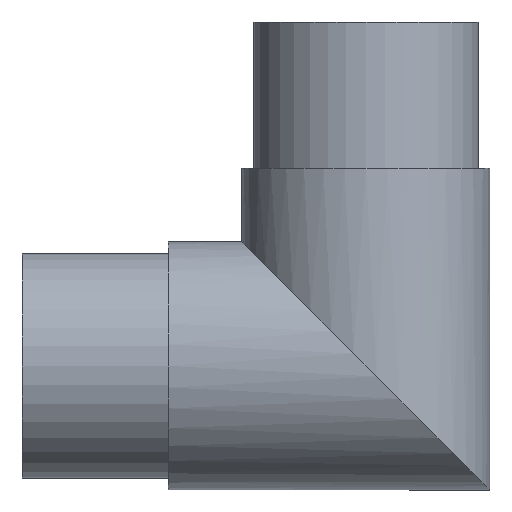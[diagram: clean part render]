
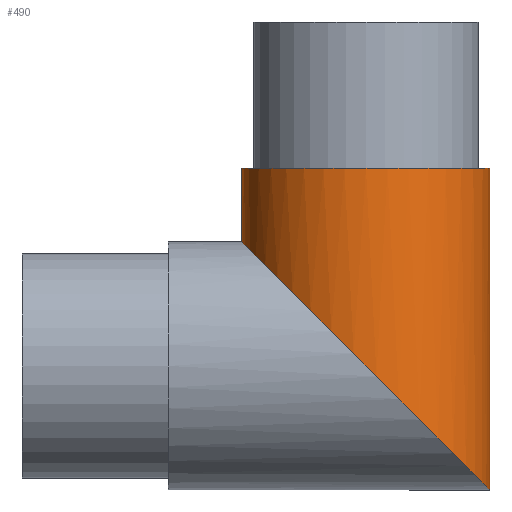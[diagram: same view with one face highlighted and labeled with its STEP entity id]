
A CAD part, front view. The second image highlights one B-rep face of the part: STEP entity #490.
In plain terms, the highlighted cylindrical face has radius 21.2 mm (diameter 42.4 mm), a partial arc.
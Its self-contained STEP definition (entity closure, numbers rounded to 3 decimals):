
#5 = VECTOR ( 'NONE', #410, 1000. ) ;
#6 = VERTEX_POINT ( 'NONE', #332 ) ;
#10 = ORIENTED_EDGE ( 'NONE', *, *, #468, .F. ) ;
#16 = CARTESIAN_POINT ( 'NONE',  ( -21.2, 0., 0. ) ) ;
#23 = CARTESIAN_POINT ( 'NONE',  ( 21.2, 0., -55. ) ) ;
#50 = FACE_OUTER_BOUND ( 'NONE', #356, .T. ) ;
#68 = AXIS2_PLACEMENT_3D ( 'NONE', #371, #167, #376 ) ;
#88 = CARTESIAN_POINT ( 'NONE',  ( 21.2, -42.4, -55. ) ) ;
#125 = LINE ( 'NONE', #253, #480 ) ;
#127 = CARTESIAN_POINT ( 'NONE',  ( -21.2, 0., -12.6 ) ) ;
#160 = DIRECTION ( 'NONE',  ( 0., 0., 1. ) ) ;
#167 = DIRECTION ( 'NONE',  ( 0., 0., -1. ) ) ;
#175 = CARTESIAN_POINT ( 'NONE',  ( -21.2, 0., -12.6 ) ) ;
#225 = VERTEX_POINT ( 'NONE', #339 ) ;
#251 = DIRECTION ( 'NONE',  ( 0., 0., -1. ) ) ;
#253 = CARTESIAN_POINT ( 'NONE',  ( 21.2, 0., 0. ) ) ;
#274 =( BOUNDED_CURVE ( )  B_SPLINE_CURVE ( 3, ( #23, #88, #291, #127 ),
 .UNSPECIFIED., .F., .T. ) 
 B_SPLINE_CURVE_WITH_KNOTS ( ( 4, 4 ),
 ( 0., 3.142 ),
 .UNSPECIFIED. ) 
 CURVE ( )  GEOMETRIC_REPRESENTATION_ITEM ( )  RATIONAL_B_SPLINE_CURVE ( ( 1., 0.333, 0.333, 1. ) ) 
 REPRESENTATION_ITEM ( '' )  );
#279 = VERTEX_POINT ( 'NONE', #471 ) ;
#286 = DIRECTION ( 'NONE',  ( 1., 0., 0. ) ) ;
#288 = EDGE_CURVE ( 'NONE', #279, #6, #440, .T. ) ;
#291 = CARTESIAN_POINT ( 'NONE',  ( -21.2, -42.4, -12.6 ) ) ;
#315 = ORIENTED_EDGE ( 'NONE', *, *, #401, .T. ) ;
#318 = ORIENTED_EDGE ( 'NONE', *, *, #416, .F. ) ;
#321 = CARTESIAN_POINT ( 'NONE',  ( 0., 0., 0. ) ) ;
#332 = CARTESIAN_POINT ( 'NONE',  ( 21.2, 0., 0. ) ) ;
#334 = CYLINDRICAL_SURFACE ( 'NONE', #68, 21.2 ) ;
#336 = LINE ( 'NONE', #16, #5 ) ;
#339 = CARTESIAN_POINT ( 'NONE',  ( 21.2, 0., -55. ) ) ;
#356 = EDGE_LOOP ( 'NONE', ( #10, #479, #315, #318 ) ) ;
#359 = AXIS2_PLACEMENT_3D ( 'NONE', #321, #160, #286 ) ;
#371 = CARTESIAN_POINT ( 'NONE',  ( 0., 0., 0. ) ) ;
#376 = DIRECTION ( 'NONE',  ( -1., 0., 0. ) ) ;
#401 = EDGE_CURVE ( 'NONE', #279, #493, #336, .T. ) ;
#410 = DIRECTION ( 'NONE',  ( 0., 0., -1. ) ) ;
#416 = EDGE_CURVE ( 'NONE', #225, #493, #274, .T. ) ;
#440 = CIRCLE ( 'NONE', #359, 21.2 ) ;
#468 = EDGE_CURVE ( 'NONE', #6, #225, #125, .T. ) ;
#471 = CARTESIAN_POINT ( 'NONE',  ( -21.2, 0., 0. ) ) ;
#479 = ORIENTED_EDGE ( 'NONE', *, *, #288, .F. ) ;
#480 = VECTOR ( 'NONE', #251, 1000. ) ;
#490 = ADVANCED_FACE ( 'NONE', ( #50 ), #334, .T. ) ;
#493 = VERTEX_POINT ( 'NONE', #175 ) ;
